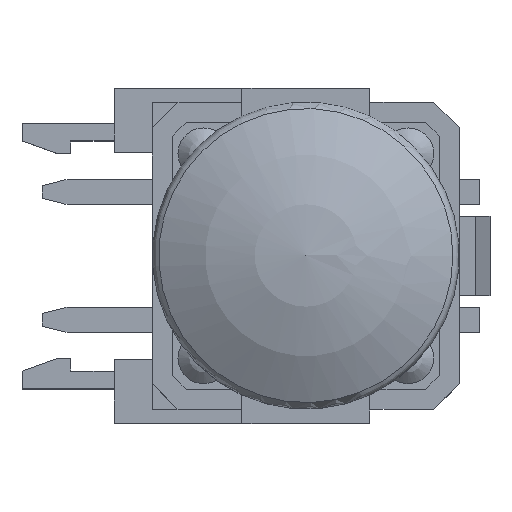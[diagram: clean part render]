
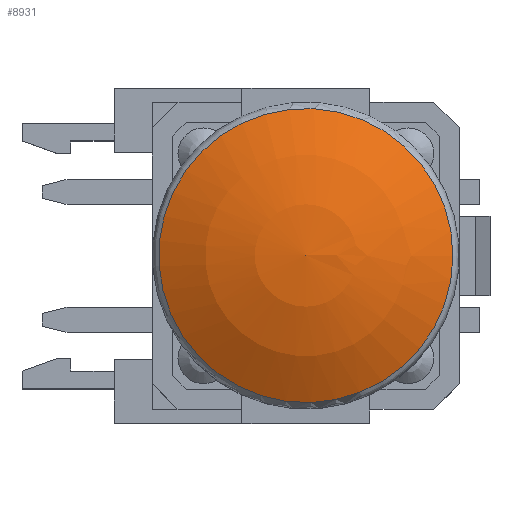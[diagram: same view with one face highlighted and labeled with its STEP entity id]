
A CAD part, top view. The second image highlights one B-rep face of the part: STEP entity #8931.
In plain terms, the highlighted spherical face has radius 11.27 mm.
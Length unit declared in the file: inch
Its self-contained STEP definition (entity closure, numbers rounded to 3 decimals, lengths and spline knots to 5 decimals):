
#8915=CARTESIAN_POINT('',(0.,0.,-0.03502));
#8916=DIRECTION('',(0.0,0.0,1.0));
#8917=DIRECTION('',(1.0,0.0,0.0));
#8918=AXIS2_PLACEMENT_3D('',#8915,#8916,#8917);
#8919=SPHERICAL_SURFACE('',#8918,0.44369);
#8920=CARTESIAN_POINT('',(-0.16011,0.16011,0.34654));
#8921=VERTEX_POINT('',#8920);
#8922=CARTESIAN_POINT('',(0.,0.,0.34654));
#8923=DIRECTION('',(0.0,0.0,-1.0));
#8924=DIRECTION('',(-0.707,-0.707,0.0));
#8925=AXIS2_PLACEMENT_3D('',#8922,#8923,#8924);
#8926=CIRCLE('',#8925,0.22643);
#8927=EDGE_CURVE('',#8921,#8921,#8926,.T.);
#8928=ORIENTED_EDGE('',*,*,#8927,.F.);
#8929=EDGE_LOOP('',(#8928));
#8930=FACE_OUTER_BOUND('',#8929,.T.);
#8931=ADVANCED_FACE('',(#8930),#8919,.T.);
